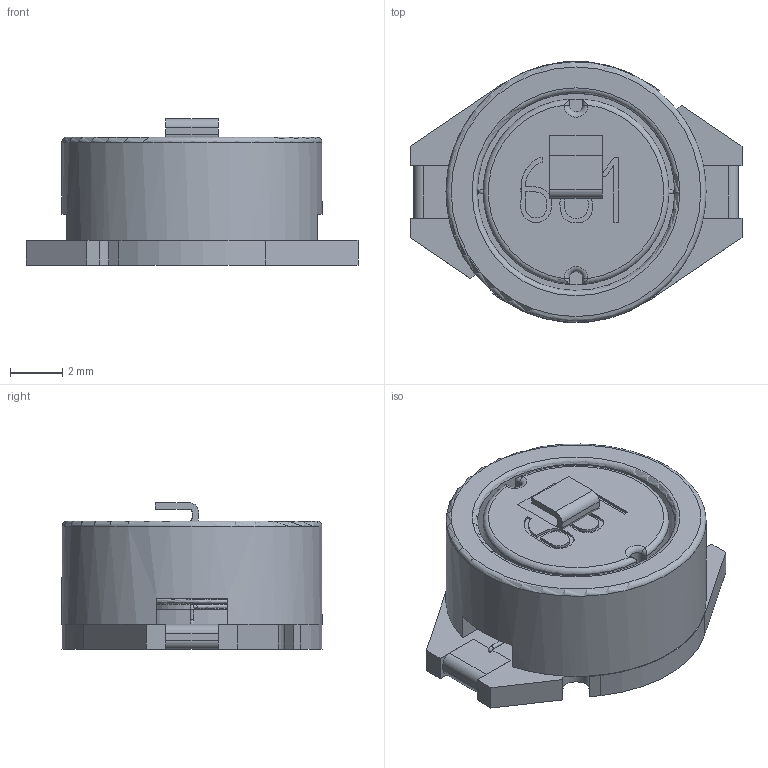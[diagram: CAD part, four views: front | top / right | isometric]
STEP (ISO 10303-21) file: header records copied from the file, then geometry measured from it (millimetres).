
FILE_DESCRIPTION( ( 'Unknown' ), '1' );
FILE_NAME( '74454268.stp', 'Unknown', ( 'Unknown' ), ( 'Unknown' ), 'XStep 1.0', 'Unknown', ' ' );
FILE_SCHEMA( ( 'automotive_design' ) );
Length unit declared in the file: millimetre
Products named in the file (4): Assem1; 74454268; L飆fl踄he
Bounding box: 12.7 x 9.96 x 5.6 mm (x, y, z)
Volume: 600.5 mm3; surface area: 1658.3 mm2
Topology: 7 solids, 7 shells, 276 faces, 696 edges, 446 vertices
Faces by surface type: plane 154, cylinder 52, bspline 38, extrusion 20, torus 12
Full cylindrical faces by diameter (mm): 3.6 x2, 7.11 x2, 7.55 x2, 9.95 x2
Entity records: 8843 total; most frequent: CARTESIAN_POINT 4964, ORIENTED_EDGE 592, DIRECTION 524, EDGE_CURVE 296, VERTEX_POINT 204, VECTOR 186, LINE 176, AXIS2_PLACEMENT_3D 169
